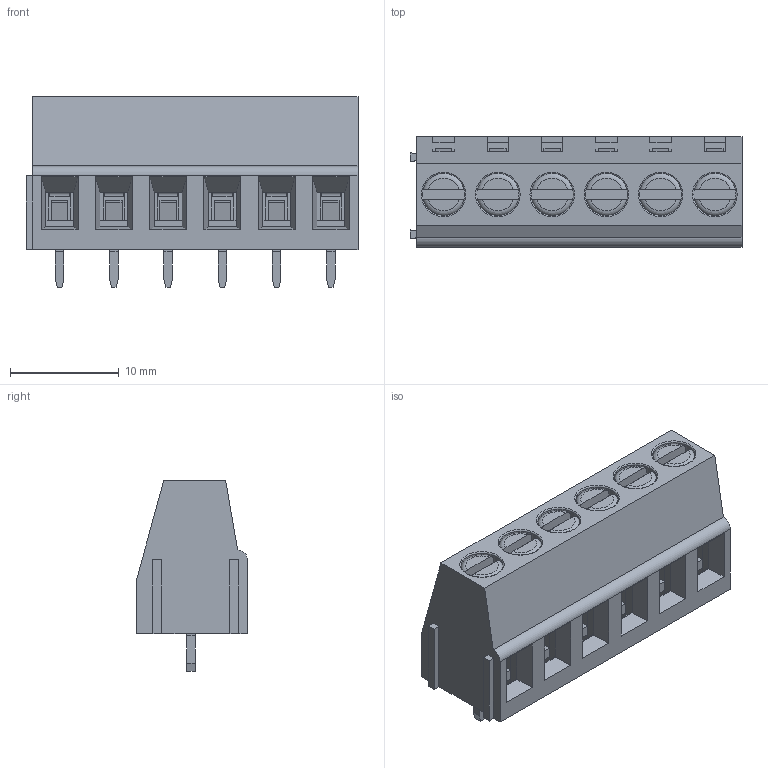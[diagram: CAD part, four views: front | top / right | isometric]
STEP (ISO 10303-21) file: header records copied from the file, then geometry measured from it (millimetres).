
FILE_DESCRIPTION(('STEP AP214'), '1');
FILE_NAME('DG128-5.0-03', '2017-07-15T10:03:43', ('Nobody'), (''), 'ASCON STEP Converter 1.3', 'ASCON Math Kernel', '');
FILE_SCHEMA(('AUTOMOTIVE_DESIGN { 1 0 10303 214 3 1 1}'));
Length unit declared in the file: millimetre
Assembly tree (18 placements, depth 2):
  (unnamed)
    (unnamed)  x6
    (unnamed)  x6
    (unnamed)  x6
Bounding box: 30.6 x 10.2 x 17.6 mm (x, y, z)
Volume: 2554.1 mm3; surface area: 5528.7 mm2
Topology: 19 solids, 19 shells, 715 faces, 1791 edges, 1126 vertices
Faces by surface type: plane 612, cylinder 79, torus 18, cone 6
Full cylindrical faces by diameter (mm): 1.8 x6, 2 x6, 2.5 x6, 2.6 x6, 4 x6, 4.1 x6
Entity records: 13436 total; most frequent: CARTESIAN_POINT 1849, ORIENTED_EDGE 1744, DIRECTION 1638, EDGE_CURVE 872, LINE 808, VECTOR 808, VERTEX_POINT 570, AXIS2_PLACEMENT_3D 415
